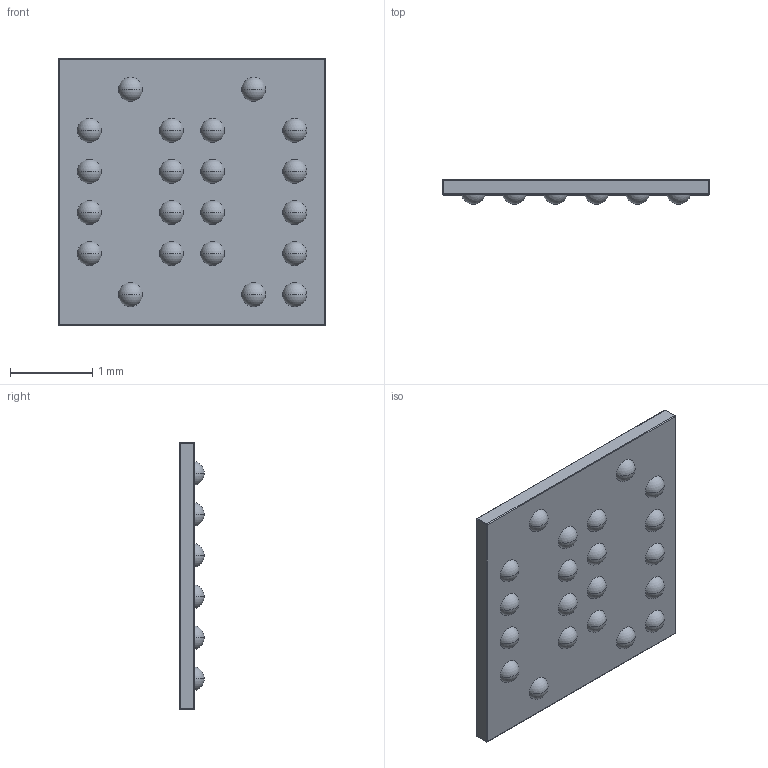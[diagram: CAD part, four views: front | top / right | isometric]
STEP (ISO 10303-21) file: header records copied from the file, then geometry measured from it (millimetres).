
FILE_DESCRIPTION (( 'STEP AP214' ), '1' );
FILE_NAME ('W25Q128JWYIQ TR.STEP', '2024-04-26T11:17:21', ( '' ), ( '' ), 'SwSTEP 2.0', 'SolidWorks 2016', '' );
FILE_SCHEMA (( 'AUTOMOTIVE_DESIGN' ));
Length unit declared in the file: millimetre
Products named in the file (1): W25Q128JWYIQ TR
Bounding box: 3.25 x 0.3 x 3.25 mm (x, y, z)
Volume: 2 mm3; surface area: 27 mm2
Topology: 22 solids, 22 shells, 92 faces, 146 edges, 91 vertices
Faces by surface type: sphere 50, plane 28, cylinder 14
Entity records: 3006 total; most frequent: DIRECTION 436, CARTESIAN_POINT 322, ORIENTED_EDGE 276, AXIS2_PLACEMENT_3D 205, EDGE_CURVE 138, CIRCLE 112, EDGE_LOOP 93, FACE_OUTER_BOUND 92
